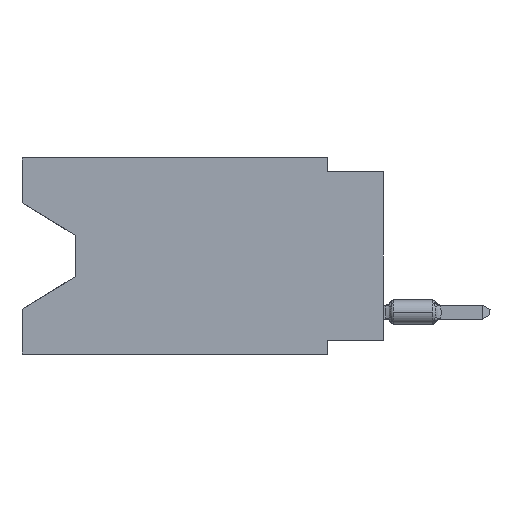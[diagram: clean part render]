
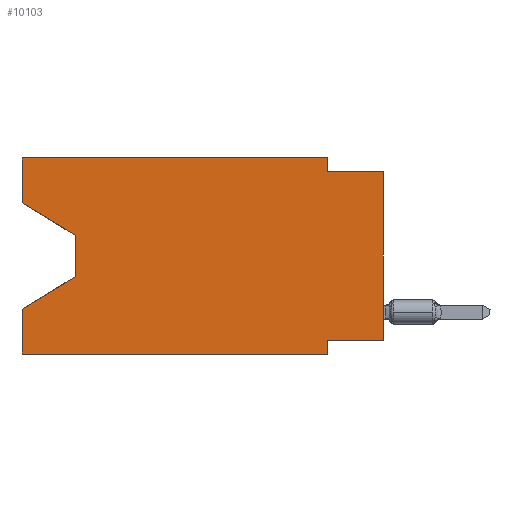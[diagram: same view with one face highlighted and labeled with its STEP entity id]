
A CAD part, left-side view. The second image highlights one B-rep face of the part: STEP entity #10103.
In plain terms, the highlighted planar face has unit normal (-1, 0, 0).
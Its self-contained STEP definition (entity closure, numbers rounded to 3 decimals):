
#235 = DIRECTION ( 'NONE',  ( 0., -1., 0. ) ) ;
#498 = EDGE_LOOP ( 'NONE', ( #12879, #2323, #14043, #14362, #15979, #2807, #19416, #1577, #11798, #16040, #2149, #16370 ) ) ;
#798 = CARTESIAN_POINT ( 'NONE',  ( 0., 13.97, -5.385 ) ) ;
#877 = DIRECTION ( 'NONE',  ( 0., 0., 1. ) ) ;
#1232 = LINE ( 'NONE', #14125, #7705 ) ;
#1577 = ORIENTED_EDGE ( 'NONE', *, *, #15313, .T. ) ;
#1767 = CARTESIAN_POINT ( 'NONE',  ( 0., 13.97, -5.385 ) ) ;
#1951 = VERTEX_POINT ( 'NONE', #798 ) ;
#2149 = ORIENTED_EDGE ( 'NONE', *, *, #7748, .F. ) ;
#2286 = LINE ( 'NONE', #10656, #8514 ) ;
#2323 = ORIENTED_EDGE ( 'NONE', *, *, #18654, .T. ) ;
#2437 = FACE_OUTER_BOUND ( 'NONE', #498, .T. ) ;
#2807 = ORIENTED_EDGE ( 'NONE', *, *, #5267, .F. ) ;
#2809 = EDGE_CURVE ( 'NONE', #18313, #19537, #13320, .T. ) ;
#3137 = VERTEX_POINT ( 'NONE', #8626 ) ;
#3452 = CARTESIAN_POINT ( 'NONE',  ( 0., 16.383, 0. ) ) ;
#4062 = CARTESIAN_POINT ( 'NONE',  ( 0., 2.54, -8.255 ) ) ;
#4113 = VECTOR ( 'NONE', #877, 1000. ) ;
#4316 = VERTEX_POINT ( 'NONE', #11847 ) ;
#4530 = VERTEX_POINT ( 'NONE', #4855 ) ;
#4663 = VERTEX_POINT ( 'NONE', #10099 ) ;
#4855 = CARTESIAN_POINT ( 'NONE',  ( 0., 16.383, -6.852 ) ) ;
#5170 = DIRECTION ( 'NONE',  ( 0., 0., 1. ) ) ;
#5267 = EDGE_CURVE ( 'NONE', #8764, #17362, #1232, .T. ) ;
#5438 = EDGE_CURVE ( 'NONE', #1951, #4530, #11196, .T. ) ;
#5561 = VECTOR ( 'NONE', #19089, 1000. ) ;
#5747 = CARTESIAN_POINT ( 'NONE',  ( 0., 16.383, 0. ) ) ;
#5802 = LINE ( 'NONE', #12880, #5561 ) ;
#5860 = EDGE_CURVE ( 'NONE', #4316, #4663, #9779, .T. ) ;
#6986 = EDGE_CURVE ( 'NONE', #17465, #17362, #8714, .T. ) ;
#7335 = CARTESIAN_POINT ( 'NONE',  ( 0., 0., -8.255 ) ) ;
#7472 = DIRECTION ( 'NONE',  ( 1., 0., 0. ) ) ;
#7705 = VECTOR ( 'NONE', #17647, 1000. ) ;
#7748 = EDGE_CURVE ( 'NONE', #19537, #18370, #17116, .T. ) ;
#8019 = CARTESIAN_POINT ( 'NONE',  ( 0., 16.383, -8.89 ) ) ;
#8314 = DIRECTION ( 'NONE',  ( 0., 0.855, -0.519 ) ) ;
#8392 = VECTOR ( 'NONE', #11503, 1000. ) ;
#8514 = VECTOR ( 'NONE', #8825, 1000. ) ;
#8619 = CARTESIAN_POINT ( 'NONE',  ( 0., 16.383, -8.89 ) ) ;
#8626 = CARTESIAN_POINT ( 'NONE',  ( 0., 13.97, -3.505 ) ) ;
#8714 = LINE ( 'NONE', #8619, #17344 ) ;
#8764 = VERTEX_POINT ( 'NONE', #4062 ) ;
#8825 = DIRECTION ( 'NONE',  ( 0., -0.855, -0.519 ) ) ;
#9248 = CARTESIAN_POINT ( 'NONE',  ( 0., 0., 0. ) ) ;
#9265 = EDGE_CURVE ( 'NONE', #18370, #4316, #19562, .T. ) ;
#9779 = LINE ( 'NONE', #19651, #8392 ) ;
#9994 = DIRECTION ( 'NONE',  ( 0., 0., 1. ) ) ;
#10099 = CARTESIAN_POINT ( 'NONE',  ( 0., 0., -0.635 ) ) ;
#10103 = ADVANCED_FACE ( 'NONE', ( #2437 ), #14136, .F. ) ;
#10559 = VECTOR ( 'NONE', #13876, 1000. ) ;
#10571 = CARTESIAN_POINT ( 'NONE',  ( 0., 2.54, 0. ) ) ;
#10656 = CARTESIAN_POINT ( 'NONE',  ( 0., 16.383, -2.038 ) ) ;
#10890 = CARTESIAN_POINT ( 'NONE',  ( 0., 16.383, -2.038 ) ) ;
#10981 = CARTESIAN_POINT ( 'NONE',  ( 0., 0., -8.255 ) ) ;
#11196 = LINE ( 'NONE', #1767, #18675 ) ;
#11306 = DIRECTION ( 'NONE',  ( 0., 0., -1. ) ) ;
#11503 = DIRECTION ( 'NONE',  ( 0., -1., 0. ) ) ;
#11798 = ORIENTED_EDGE ( 'NONE', *, *, #5860, .F. ) ;
#11847 = CARTESIAN_POINT ( 'NONE',  ( 0., 2.54, -0.635 ) ) ;
#12021 = VECTOR ( 'NONE', #11306, 1000. ) ;
#12160 = LINE ( 'NONE', #7335, #10559 ) ;
#12879 = ORIENTED_EDGE ( 'NONE', *, *, #16941, .T. ) ;
#12880 = CARTESIAN_POINT ( 'NONE',  ( 0., 13.97, -3.505 ) ) ;
#13216 = LINE ( 'NONE', #3452, #14411 ) ;
#13320 = LINE ( 'NONE', #19853, #17507 ) ;
#13570 = VECTOR ( 'NONE', #20320, 1000. ) ;
#13876 = DIRECTION ( 'NONE',  ( 0., 1., 0. ) ) ;
#14043 = ORIENTED_EDGE ( 'NONE', *, *, #5438, .T. ) ;
#14125 = CARTESIAN_POINT ( 'NONE',  ( 0., 2.54, -8.89 ) ) ;
#14136 = PLANE ( 'NONE',  #19547 ) ;
#14362 = ORIENTED_EDGE ( 'NONE', *, *, #15559, .F. ) ;
#14411 = VECTOR ( 'NONE', #9994, 1000. ) ;
#14860 = CARTESIAN_POINT ( 'NONE',  ( 0., 2.54, 0. ) ) ;
#15103 = CARTESIAN_POINT ( 'NONE',  ( 0., 16.383, 0. ) ) ;
#15313 = EDGE_CURVE ( 'NONE', #19930, #4663, #15600, .T. ) ;
#15559 = EDGE_CURVE ( 'NONE', #17465, #4530, #13216, .T. ) ;
#15600 = LINE ( 'NONE', #9248, #4113 ) ;
#15867 = CARTESIAN_POINT ( 'NONE',  ( 0., 16.383, 0. ) ) ;
#15979 = ORIENTED_EDGE ( 'NONE', *, *, #6986, .T. ) ;
#16040 = ORIENTED_EDGE ( 'NONE', *, *, #9265, .F. ) ;
#16069 = CARTESIAN_POINT ( 'NONE',  ( 0., 2.54, -8.89 ) ) ;
#16370 = ORIENTED_EDGE ( 'NONE', *, *, #2809, .F. ) ;
#16852 = EDGE_CURVE ( 'NONE', #19930, #8764, #12160, .T. ) ;
#16941 = EDGE_CURVE ( 'NONE', #18313, #3137, #2286, .T. ) ;
#17116 = LINE ( 'NONE', #15103, #13570 ) ;
#17344 = VECTOR ( 'NONE', #235, 1000. ) ;
#17362 = VERTEX_POINT ( 'NONE', #16069 ) ;
#17465 = VERTEX_POINT ( 'NONE', #8019 ) ;
#17507 = VECTOR ( 'NONE', #5170, 1000. ) ;
#17647 = DIRECTION ( 'NONE',  ( 0., 0., -1. ) ) ;
#18313 = VERTEX_POINT ( 'NONE', #10890 ) ;
#18370 = VERTEX_POINT ( 'NONE', #10571 ) ;
#18654 = EDGE_CURVE ( 'NONE', #3137, #1951, #5802, .T. ) ;
#18675 = VECTOR ( 'NONE', #8314, 1000. ) ;
#19089 = DIRECTION ( 'NONE',  ( 0., 0., -1. ) ) ;
#19416 = ORIENTED_EDGE ( 'NONE', *, *, #16852, .F. ) ;
#19537 = VERTEX_POINT ( 'NONE', #5747 ) ;
#19547 = AXIS2_PLACEMENT_3D ( 'NONE', #15867, #7472, #20664 ) ;
#19562 = LINE ( 'NONE', #14860, #12021 ) ;
#19651 = CARTESIAN_POINT ( 'NONE',  ( 0., 0., -0.635 ) ) ;
#19853 = CARTESIAN_POINT ( 'NONE',  ( 0., 16.383, 0. ) ) ;
#19930 = VERTEX_POINT ( 'NONE', #10981 ) ;
#20320 = DIRECTION ( 'NONE',  ( 0., -1., 0. ) ) ;
#20664 = DIRECTION ( 'NONE',  ( 0., 0., -1. ) ) ;
